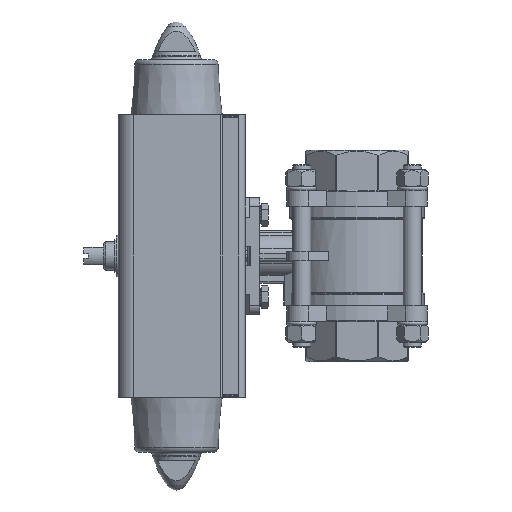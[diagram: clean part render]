
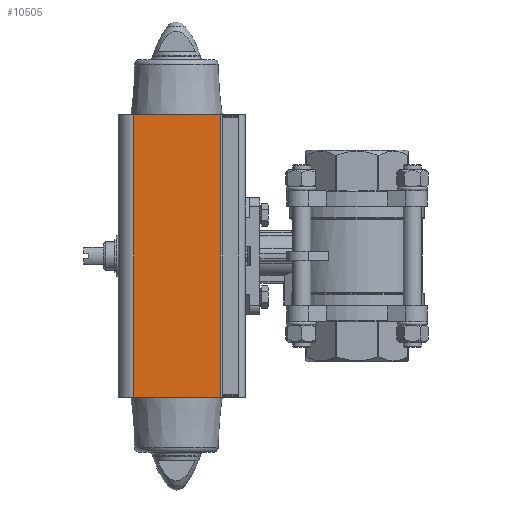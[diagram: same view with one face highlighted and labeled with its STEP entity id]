
A CAD part, left-side view. The second image highlights one B-rep face of the part: STEP entity #10505.
In plain terms, the highlighted planar face has unit normal (-1, 0, 0).
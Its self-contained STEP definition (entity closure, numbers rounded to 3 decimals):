
#3004=ORIENTED_EDGE('',*,*,#4883,.T.);
#3005=ORIENTED_EDGE('',*,*,#4924,.F.);
#3006=ORIENTED_EDGE('',*,*,#4904,.F.);
#3007=ORIENTED_EDGE('',*,*,#4925,.T.);
#4883=EDGE_CURVE('',#6030,#6029,#6862,.T.);
#4904=EDGE_CURVE('',#6046,#6047,#6870,.T.);
#4924=EDGE_CURVE('',#6047,#6029,#6874,.T.);
#4925=EDGE_CURVE('',#6046,#6030,#6875,.T.);
#6029=VERTEX_POINT('',#18111);
#6030=VERTEX_POINT('',#18113);
#6046=VERTEX_POINT('',#18151);
#6047=VERTEX_POINT('',#18153);
#6862=LINE('',#18112,#7630);
#6870=LINE('',#18152,#7638);
#6874=LINE('',#18270,#7642);
#6875=LINE('',#18271,#7643);
#7630=VECTOR('',#13849,1000.);
#7638=VECTOR('',#13887,1000.);
#7642=VECTOR('',#13919,1000.);
#7643=VECTOR('',#13920,1000.);
#8468=EDGE_LOOP('',(#3004,#3005,#3006,#3007));
#9379=FACE_BOUND('',#8468,.T.);
#9966=PLANE('',#11551);
#10505=ADVANCED_FACE('',(#9379),#9966,.F.);
#11551=AXIS2_PLACEMENT_3D('',#18269,#13917,#13918);
#13849=DIRECTION('',(0.,-1.,0.));
#13887=DIRECTION('',(0.,-1.,0.));
#13917=DIRECTION('',(1.,0.,0.));
#13918=DIRECTION('',(0.,0.,-1.));
#13919=DIRECTION('',(0.,0.,-1.));
#13920=DIRECTION('',(0.,0.,-1.));
#18111=CARTESIAN_POINT('',(-51.,-38.916,-123.8));
#18112=CARTESIAN_POINT('',(-51.,37.12,-123.8));
#18113=CARTESIAN_POINT('',(-51.,37.12,-123.8));
#18151=CARTESIAN_POINT('',(-51.,37.12,123.8));
#18152=CARTESIAN_POINT('',(-51.,37.12,123.8));
#18153=CARTESIAN_POINT('',(-51.,-38.916,123.8));
#18269=CARTESIAN_POINT('',(-51.,37.12,123.8));
#18270=CARTESIAN_POINT('',(-51.,-38.916,123.8));
#18271=CARTESIAN_POINT('',(-51.,37.12,123.8));
